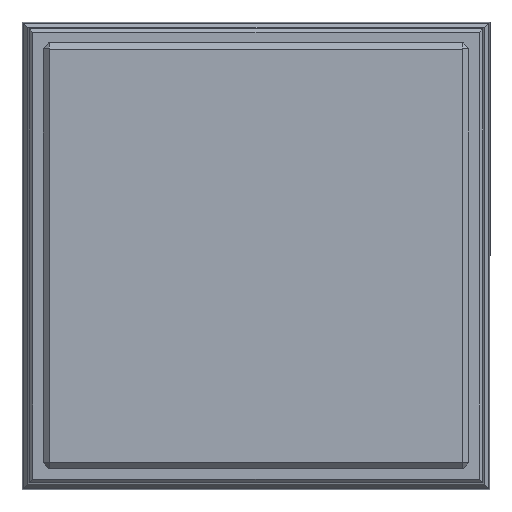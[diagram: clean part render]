
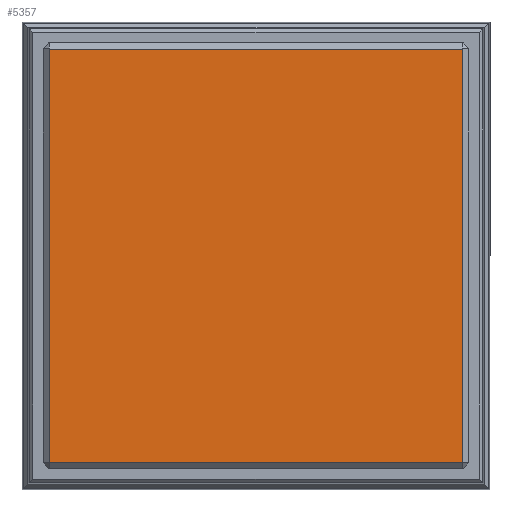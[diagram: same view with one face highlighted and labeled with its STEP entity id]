
A CAD part, top view. The second image highlights one B-rep face of the part: STEP entity #5357.
In plain terms, the highlighted planar face has unit normal (0, 0, 1).
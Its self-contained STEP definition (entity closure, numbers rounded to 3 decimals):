
#129 = DIRECTION ( 'NONE',  ( 0., 1., 0. ) ) ;
#1307 = VERTEX_POINT ( 'NONE', #1591 ) ;
#1458 = CARTESIAN_POINT ( 'NONE',  ( -17.491, -18., 12.7 ) ) ;
#1591 = CARTESIAN_POINT ( 'NONE',  ( 17.491, 17.491, 12.7 ) ) ;
#1686 = ORIENTED_EDGE ( 'NONE', *, *, #1789, .T. ) ;
#1789 = EDGE_CURVE ( 'NONE', #2509, #1307, #7824, .T. ) ;
#2016 = DIRECTION ( 'NONE',  ( 0., 0., 1. ) ) ;
#2024 = ORIENTED_EDGE ( 'NONE', *, *, #6212, .T. ) ;
#2047 = CARTESIAN_POINT ( 'NONE',  ( -18., -17.491, 12.7 ) ) ;
#2179 = LINE ( 'NONE', #1458, #3042 ) ;
#2221 = VECTOR ( 'NONE', #4322, 1000. ) ;
#2509 = VERTEX_POINT ( 'NONE', #3257 ) ;
#2675 = CARTESIAN_POINT ( 'NONE',  ( -17.491, -17.491, 12.7 ) ) ;
#2728 = CARTESIAN_POINT ( 'NONE',  ( -18., 17.491, 12.7 ) ) ;
#2797 = CARTESIAN_POINT ( 'NONE',  ( -18., -18., 12.7 ) ) ;
#3019 = EDGE_CURVE ( 'NONE', #6473, #2509, #8956, .T. ) ;
#3021 = EDGE_CURVE ( 'NONE', #1307, #4856, #4908, .T. ) ;
#3042 = VECTOR ( 'NONE', #4220, 1000. ) ;
#3257 = CARTESIAN_POINT ( 'NONE',  ( 17.491, -17.491, 12.7 ) ) ;
#3342 = AXIS2_PLACEMENT_3D ( 'NONE', #2797, #2016, #4154 ) ;
#4154 = DIRECTION ( 'NONE',  ( 1., 0., 0. ) ) ;
#4220 = DIRECTION ( 'NONE',  ( 0., -1., 0. ) ) ;
#4322 = DIRECTION ( 'NONE',  ( 1., 0., 0. ) ) ;
#4415 = VECTOR ( 'NONE', #5500, 1000. ) ;
#4856 = VERTEX_POINT ( 'NONE', #8940 ) ;
#4908 = LINE ( 'NONE', #2728, #4415 ) ;
#5357 = ADVANCED_FACE ( 'NONE', ( #6216 ), #8251, .T. ) ;
#5500 = DIRECTION ( 'NONE',  ( -1., 0., 0. ) ) ;
#6212 = EDGE_CURVE ( 'NONE', #4856, #6473, #2179, .T. ) ;
#6216 = FACE_OUTER_BOUND ( 'NONE', #7701, .T. ) ;
#6473 = VERTEX_POINT ( 'NONE', #2675 ) ;
#7136 = CARTESIAN_POINT ( 'NONE',  ( 17.491, -18., 12.7 ) ) ;
#7701 = EDGE_LOOP ( 'NONE', ( #1686, #7848, #2024, #8437 ) ) ;
#7824 = LINE ( 'NONE', #7136, #8052 ) ;
#7848 = ORIENTED_EDGE ( 'NONE', *, *, #3021, .T. ) ;
#8052 = VECTOR ( 'NONE', #129, 1000. ) ;
#8251 = PLANE ( 'NONE',  #3342 ) ;
#8437 = ORIENTED_EDGE ( 'NONE', *, *, #3019, .T. ) ;
#8940 = CARTESIAN_POINT ( 'NONE',  ( -17.491, 17.491, 12.7 ) ) ;
#8956 = LINE ( 'NONE', #2047, #2221 ) ;
